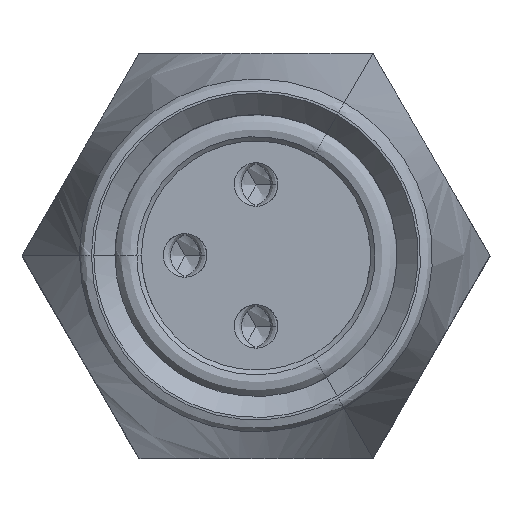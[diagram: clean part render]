
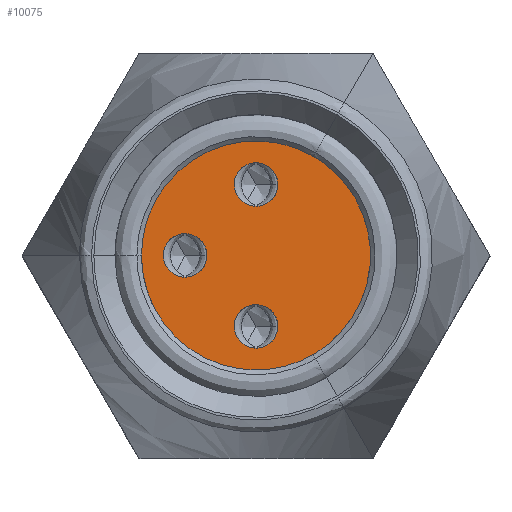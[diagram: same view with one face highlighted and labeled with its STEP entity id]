
A CAD part, top view. The second image highlights one B-rep face of the part: STEP entity #10075.
In plain terms, the highlighted planar face has unit normal (0, 0, 1).
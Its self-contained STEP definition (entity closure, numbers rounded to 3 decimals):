
#10005=AXIS2_PLACEMENT_3D('Plane Axis2P3D',#10002,#10003,#10004) ;
#9636=CARTESIAN_POINT('Vertex',(5.254,3.389,35.4)) ;
#9640=CARTESIAN_POINT('Control Point',(5.254,3.389,35.4)) ;
#9641=CARTESIAN_POINT('Control Point',(5.013,2.49,35.4)) ;
#9642=CARTESIAN_POINT('Control Point',(5.913,2.731,35.4)) ;
#9643=CARTESIAN_POINT('Vertex',(5.913,2.731,35.4)) ;
#9665=CARTESIAN_POINT('Control Point',(5.913,2.731,35.4)) ;
#9666=CARTESIAN_POINT('Control Point',(6.812,2.972,35.4)) ;
#9667=CARTESIAN_POINT('Control Point',(6.154,3.63,35.4)) ;
#9668=CARTESIAN_POINT('Vertex',(6.154,3.63,35.4)) ;
#9690=CARTESIAN_POINT('Control Point',(6.154,3.63,35.4)) ;
#9691=CARTESIAN_POINT('Control Point',(5.495,4.288,35.4)) ;
#9692=CARTESIAN_POINT('Control Point',(5.254,3.389,35.4)) ;
#9711=CARTESIAN_POINT('Vertex',(3.504,5.139,35.4)) ;
#9715=CARTESIAN_POINT('Control Point',(3.504,5.139,35.4)) ;
#9716=CARTESIAN_POINT('Control Point',(3.263,4.24,35.4)) ;
#9717=CARTESIAN_POINT('Control Point',(4.163,4.481,35.4)) ;
#9718=CARTESIAN_POINT('Vertex',(4.163,4.481,35.4)) ;
#9740=CARTESIAN_POINT('Control Point',(4.163,4.481,35.4)) ;
#9741=CARTESIAN_POINT('Control Point',(5.062,4.722,35.4)) ;
#9742=CARTESIAN_POINT('Control Point',(4.404,5.38,35.4)) ;
#9743=CARTESIAN_POINT('Vertex',(4.404,5.38,35.4)) ;
#9765=CARTESIAN_POINT('Control Point',(4.404,5.38,35.4)) ;
#9766=CARTESIAN_POINT('Control Point',(3.745,6.038,35.4)) ;
#9767=CARTESIAN_POINT('Control Point',(3.504,5.139,35.4)) ;
#9786=CARTESIAN_POINT('Vertex',(5.254,6.889,35.4)) ;
#9790=CARTESIAN_POINT('Control Point',(5.254,6.889,35.4)) ;
#9791=CARTESIAN_POINT('Control Point',(5.013,5.99,35.4)) ;
#9792=CARTESIAN_POINT('Control Point',(5.913,6.231,35.4)) ;
#9793=CARTESIAN_POINT('Vertex',(5.913,6.231,35.4)) ;
#9815=CARTESIAN_POINT('Control Point',(5.913,6.231,35.4)) ;
#9816=CARTESIAN_POINT('Control Point',(6.812,6.472,35.4)) ;
#9817=CARTESIAN_POINT('Control Point',(6.154,7.13,35.4)) ;
#9818=CARTESIAN_POINT('Vertex',(6.154,7.13,35.4)) ;
#9840=CARTESIAN_POINT('Control Point',(6.154,7.13,35.4)) ;
#9841=CARTESIAN_POINT('Control Point',(5.495,7.788,35.4)) ;
#9842=CARTESIAN_POINT('Control Point',(5.254,6.889,35.4)) ;
#10002=CARTESIAN_POINT('Axis2P3D Location',(3.576,8.806,35.4)) ;
#10008=CARTESIAN_POINT('Control Point',(3.045,5.731,35.4)) ;
#10009=CARTESIAN_POINT('Control Point',(2.952,5.387,35.4)) ;
#10010=CARTESIAN_POINT('Control Point',(2.908,5.002,35.4)) ;
#10011=CARTESIAN_POINT('Control Point',(2.93,4.589,35.4)) ;
#10012=CARTESIAN_POINT('Control Point',(3.139,3.78,35.4)) ;
#10013=CARTESIAN_POINT('Control Point',(3.645,3.073,35.4)) ;
#10014=CARTESIAN_POINT('Control Point',(3.953,2.78,35.4)) ;
#10015=CARTESIAN_POINT('Control Point',(4.658,2.326,35.4)) ;
#10016=CARTESIAN_POINT('Control Point',(5.439,2.153,35.4)) ;
#10017=CARTESIAN_POINT('Control Point',(5.823,2.14,35.4)) ;
#10018=CARTESIAN_POINT('Control Point',(6.181,2.185,35.4)) ;
#10019=CARTESIAN_POINT('Control Point',(6.505,2.271,35.4)) ;
#10020=CARTESIAN_POINT('Vertex',(3.045,5.731,35.4)) ;
#10022=CARTESIAN_POINT('Vertex',(6.505,2.271,35.4)) ;
#10026=CARTESIAN_POINT('Control Point',(6.505,2.271,35.4)) ;
#10027=CARTESIAN_POINT('Control Point',(6.849,2.364,35.4)) ;
#10028=CARTESIAN_POINT('Control Point',(7.204,2.517,35.4)) ;
#10029=CARTESIAN_POINT('Control Point',(7.551,2.744,35.4)) ;
#10030=CARTESIAN_POINT('Control Point',(8.147,3.328,35.4)) ;
#10031=CARTESIAN_POINT('Control Point',(8.507,4.12,35.4)) ;
#10032=CARTESIAN_POINT('Control Point',(8.607,4.533,35.4)) ;
#10033=CARTESIAN_POINT('Control Point',(8.647,5.371,35.4)) ;
#10034=CARTESIAN_POINT('Control Point',(8.406,6.133,35.4)) ;
#10035=CARTESIAN_POINT('Control Point',(8.225,6.473,35.4)) ;
#10036=CARTESIAN_POINT('Control Point',(8.008,6.761,35.4)) ;
#10037=CARTESIAN_POINT('Control Point',(7.771,6.998,35.4)) ;
#10038=CARTESIAN_POINT('Vertex',(7.771,6.998,35.4)) ;
#10042=CARTESIAN_POINT('Control Point',(7.771,6.998,35.4)) ;
#10043=CARTESIAN_POINT('Control Point',(7.519,7.25,35.4)) ;
#10044=CARTESIAN_POINT('Control Point',(7.208,7.481,35.4)) ;
#10045=CARTESIAN_POINT('Control Point',(6.839,7.668,35.4)) ;
#10046=CARTESIAN_POINT('Control Point',(6.035,7.891,35.4)) ;
#10047=CARTESIAN_POINT('Control Point',(5.169,7.807,35.4)) ;
#10048=CARTESIAN_POINT('Control Point',(4.761,7.687,35.4)) ;
#10049=CARTESIAN_POINT('Control Point',(4.016,7.303,35.4)) ;
#10050=CARTESIAN_POINT('Control Point',(3.476,6.713,35.4)) ;
#10051=CARTESIAN_POINT('Control Point',(3.272,6.387,35.4)) ;
#10052=CARTESIAN_POINT('Control Point',(3.131,6.054,35.4)) ;
#10053=CARTESIAN_POINT('Control Point',(3.045,5.731,35.4)) ;
#10003=DIRECTION('Axis2P3D Direction',(0.,0.,1.)) ;
#10004=DIRECTION('Axis2P3D XDirection',(-0.259,-0.966,0.)) ;
#10056=ORIENTED_EDGE('',*,*,#10024,.T.) ;
#10057=ORIENTED_EDGE('',*,*,#10040,.T.) ;
#10058=ORIENTED_EDGE('',*,*,#10054,.T.) ;
#10061=ORIENTED_EDGE('',*,*,#9693,.T.) ;
#10062=ORIENTED_EDGE('',*,*,#9670,.T.) ;
#10063=ORIENTED_EDGE('',*,*,#9645,.T.) ;
#10066=ORIENTED_EDGE('',*,*,#9768,.T.) ;
#10067=ORIENTED_EDGE('',*,*,#9745,.T.) ;
#10068=ORIENTED_EDGE('',*,*,#9720,.T.) ;
#10071=ORIENTED_EDGE('',*,*,#9843,.T.) ;
#10072=ORIENTED_EDGE('',*,*,#9820,.T.) ;
#10073=ORIENTED_EDGE('',*,*,#9795,.T.) ;
#10064=FACE_BOUND('',#10060,.T.) ;
#10069=FACE_BOUND('',#10065,.T.) ;
#10074=FACE_BOUND('',#10070,.T.) ;
#10075=ADVANCED_FACE('5011280.1\\instance id 5\\R2',(#10059,#10064,#10069,#10074),#10006,.T.) ;
#10007=B_SPLINE_CURVE_WITH_KNOTS('',5,(#10008,#10009,#10010,#10011,#10012,#10013,#10014,#10015,#10016,#10017,#10018,#10019),.UNSPECIFIED.,.F.,.U.,(6,3,3,6),(0.,3.988,7.71,11.451),.UNSPECIFIED.) ;
#10025=B_SPLINE_CURVE_WITH_KNOTS('',5,(#10026,#10027,#10028,#10029,#10030,#10031,#10032,#10033,#10034,#10035,#10036,#10037),.UNSPECIFIED.,.F.,.U.,(6,3,3,6),(0.,3.988,7.71,11.451),.UNSPECIFIED.) ;
#10041=B_SPLINE_CURVE_WITH_KNOTS('',5,(#10042,#10043,#10044,#10045,#10046,#10047,#10048,#10049,#10050,#10051,#10052,#10053),.UNSPECIFIED.,.F.,.U.,(6,3,3,6),(0.,3.988,7.71,11.451),.UNSPECIFIED.) ;
#9645=EDGE_CURVE('',#9644,#9637,#9639,.F.) ;
#9670=EDGE_CURVE('',#9669,#9644,#9664,.F.) ;
#9693=EDGE_CURVE('',#9637,#9669,#9689,.F.) ;
#9720=EDGE_CURVE('',#9719,#9712,#9714,.F.) ;
#9745=EDGE_CURVE('',#9744,#9719,#9739,.F.) ;
#9768=EDGE_CURVE('',#9712,#9744,#9764,.F.) ;
#9795=EDGE_CURVE('',#9794,#9787,#9789,.F.) ;
#9820=EDGE_CURVE('',#9819,#9794,#9814,.F.) ;
#9843=EDGE_CURVE('',#9787,#9819,#9839,.F.) ;
#10024=EDGE_CURVE('',#10021,#10023,#10007,.T.) ;
#10040=EDGE_CURVE('',#10023,#10039,#10025,.T.) ;
#10054=EDGE_CURVE('',#10039,#10021,#10041,.T.) ;
#10055=EDGE_LOOP('',(#10056,#10057,#10058)) ;
#10060=EDGE_LOOP('',(#10061,#10062,#10063)) ;
#10065=EDGE_LOOP('',(#10066,#10067,#10068)) ;
#10070=EDGE_LOOP('',(#10071,#10072,#10073)) ;
#10059=FACE_OUTER_BOUND('',#10055,.T.) ;
#10006=PLANE('',#10005) ;
#9637=VERTEX_POINT('',#9636) ;
#9644=VERTEX_POINT('',#9643) ;
#9669=VERTEX_POINT('',#9668) ;
#9712=VERTEX_POINT('',#9711) ;
#9719=VERTEX_POINT('',#9718) ;
#9744=VERTEX_POINT('',#9743) ;
#9787=VERTEX_POINT('',#9786) ;
#9794=VERTEX_POINT('',#9793) ;
#9819=VERTEX_POINT('',#9818) ;
#10021=VERTEX_POINT('',#10020) ;
#10023=VERTEX_POINT('',#10022) ;
#10039=VERTEX_POINT('',#10038) ;
#9639=(BOUNDED_CURVE()B_SPLINE_CURVE(2,(#9640,#9641,#9642),.UNSPECIFIED.,.F.,.U.)B_SPLINE_CURVE_WITH_KNOTS((3,3),(0.,1.862),.UNSPECIFIED.)CURVE()GEOMETRIC_REPRESENTATION_ITEM()RATIONAL_B_SPLINE_CURVE((1.,0.5,1.))REPRESENTATION_ITEM('')) ;
#9664=(BOUNDED_CURVE()B_SPLINE_CURVE(2,(#9665,#9666,#9667),.UNSPECIFIED.,.F.,.U.)B_SPLINE_CURVE_WITH_KNOTS((3,3),(1.862,3.724),.UNSPECIFIED.)CURVE()GEOMETRIC_REPRESENTATION_ITEM()RATIONAL_B_SPLINE_CURVE((1.,0.5,1.))REPRESENTATION_ITEM('')) ;
#9689=(BOUNDED_CURVE()B_SPLINE_CURVE(2,(#9690,#9691,#9692),.UNSPECIFIED.,.F.,.U.)B_SPLINE_CURVE_WITH_KNOTS((3,3),(3.724,5.586),.UNSPECIFIED.)CURVE()GEOMETRIC_REPRESENTATION_ITEM()RATIONAL_B_SPLINE_CURVE((1.,0.5,1.))REPRESENTATION_ITEM('')) ;
#9714=(BOUNDED_CURVE()B_SPLINE_CURVE(2,(#9715,#9716,#9717),.UNSPECIFIED.,.F.,.U.)B_SPLINE_CURVE_WITH_KNOTS((3,3),(0.,1.862),.UNSPECIFIED.)CURVE()GEOMETRIC_REPRESENTATION_ITEM()RATIONAL_B_SPLINE_CURVE((1.,0.5,1.))REPRESENTATION_ITEM('')) ;
#9739=(BOUNDED_CURVE()B_SPLINE_CURVE(2,(#9740,#9741,#9742),.UNSPECIFIED.,.F.,.U.)B_SPLINE_CURVE_WITH_KNOTS((3,3),(1.862,3.724),.UNSPECIFIED.)CURVE()GEOMETRIC_REPRESENTATION_ITEM()RATIONAL_B_SPLINE_CURVE((1.,0.5,1.))REPRESENTATION_ITEM('')) ;
#9764=(BOUNDED_CURVE()B_SPLINE_CURVE(2,(#9765,#9766,#9767),.UNSPECIFIED.,.F.,.U.)B_SPLINE_CURVE_WITH_KNOTS((3,3),(3.724,5.586),.UNSPECIFIED.)CURVE()GEOMETRIC_REPRESENTATION_ITEM()RATIONAL_B_SPLINE_CURVE((1.,0.5,1.))REPRESENTATION_ITEM('')) ;
#9789=(BOUNDED_CURVE()B_SPLINE_CURVE(2,(#9790,#9791,#9792),.UNSPECIFIED.,.F.,.U.)B_SPLINE_CURVE_WITH_KNOTS((3,3),(0.,1.862),.UNSPECIFIED.)CURVE()GEOMETRIC_REPRESENTATION_ITEM()RATIONAL_B_SPLINE_CURVE((1.,0.5,1.))REPRESENTATION_ITEM('')) ;
#9814=(BOUNDED_CURVE()B_SPLINE_CURVE(2,(#9815,#9816,#9817),.UNSPECIFIED.,.F.,.U.)B_SPLINE_CURVE_WITH_KNOTS((3,3),(1.862,3.724),.UNSPECIFIED.)CURVE()GEOMETRIC_REPRESENTATION_ITEM()RATIONAL_B_SPLINE_CURVE((1.,0.5,1.))REPRESENTATION_ITEM('')) ;
#9839=(BOUNDED_CURVE()B_SPLINE_CURVE(2,(#9840,#9841,#9842),.UNSPECIFIED.,.F.,.U.)B_SPLINE_CURVE_WITH_KNOTS((3,3),(3.724,5.586),.UNSPECIFIED.)CURVE()GEOMETRIC_REPRESENTATION_ITEM()RATIONAL_B_SPLINE_CURVE((1.,0.5,1.))REPRESENTATION_ITEM('')) ;
